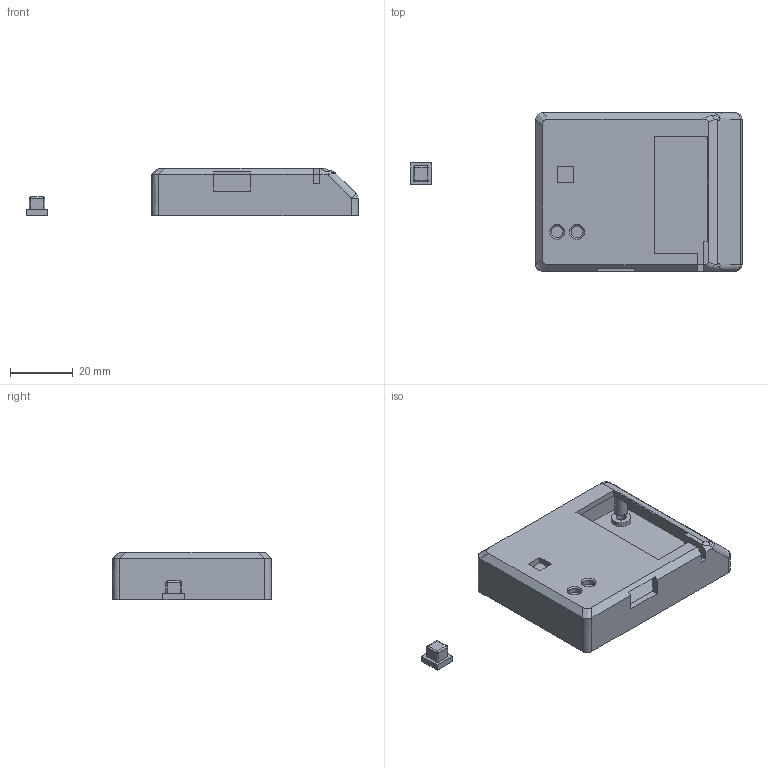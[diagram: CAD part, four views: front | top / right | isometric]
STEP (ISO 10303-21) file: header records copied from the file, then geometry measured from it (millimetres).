
FILE_DESCRIPTION(/* description */ (''),/* implementation_level */ '2;1');
FILE_NAME(/* name */ 'dram-tester v12.step',/* time_stamp */ '2024-03-31T12:47:19-06:00',/* author */ (''),/* organization */ (''),/* preprocessor_version */ 'ST-DEVELOPER v20',/* originating_system */ 'Autodesk Translation Framework v12.20.1.177',/* authorisation */ '');
FILE_SCHEMA (('AUTOMOTIVE_DESIGN { 1 0 10303 214 3 1 1 }'));
Length unit declared in the file: millimetre
Products named in the file (1): dram-tester
Bounding box: 105.73 x 50.42 x 15.18 mm (x, y, z)
Volume: 16280.6 mm3; surface area: 17935 mm2
Topology: 3 solids, 3 shells, 121 faces, 302 edges, 185 vertices
Faces by surface type: plane 63, cylinder 30, bspline 18, cone 10
Full cylindrical faces by diameter (mm): 2 x4, 3.2 x4, 3.8 x2, 4 x4, 6.2 x4
Entity records: 4147 total; most frequent: CARTESIAN_POINT 1363, ORIENTED_EDGE 584, DIRECTION 515, EDGE_CURVE 292, VERTEX_POINT 185, LINE 181, VECTOR 181, AXIS2_PLACEMENT_3D 167
